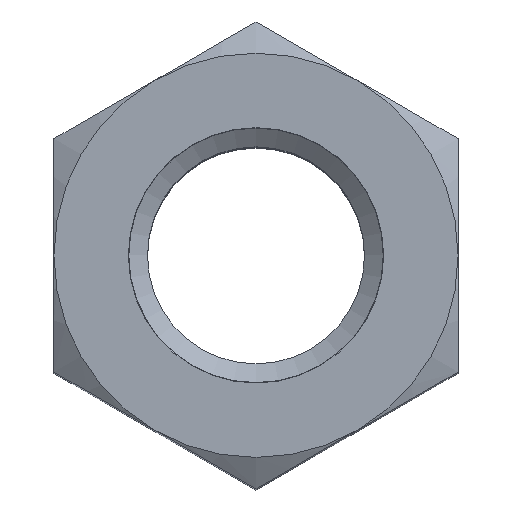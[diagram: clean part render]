
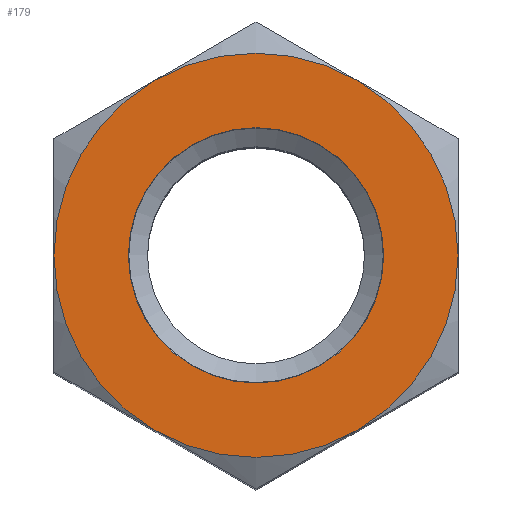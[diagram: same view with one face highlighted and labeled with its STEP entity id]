
A CAD part, top view. The second image highlights one B-rep face of the part: STEP entity #179.
In plain terms, the highlighted planar face has unit normal (0, 0, 1).
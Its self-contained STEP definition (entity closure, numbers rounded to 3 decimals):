
#11 = VERTEX_POINT ( 'NONE', #1778 ) ;
#47 = VERTEX_POINT ( 'NONE', #1222 ) ;
#71 = CIRCLE ( 'NONE', #1135, 9.5 ) ;
#93 = FACE_BOUND ( 'NONE', #106, .T. ) ;
#106 = EDGE_LOOP ( 'NONE', ( #592 ) ) ;
#115 = CARTESIAN_POINT ( 'NONE',  ( 4.75, 8.227, 0. ) ) ;
#124 = DIRECTION ( 'NONE',  ( 1., 0., 0. ) ) ;
#171 = DIRECTION ( 'NONE',  ( 0., 0., -1. ) ) ;
#179 = ADVANCED_FACE ( 'NONE', ( #182, #93 ), #536, .F. ) ;
#182 = FACE_OUTER_BOUND ( 'NONE', #1712, .T. ) ;
#255 = CARTESIAN_POINT ( 'NONE',  ( 0., 0., 0. ) ) ;
#260 = CIRCLE ( 'NONE', #691, 9.5 ) ;
#313 = VERTEX_POINT ( 'NONE', #115 ) ;
#335 = CARTESIAN_POINT ( 'NONE',  ( 0., 0., 0. ) ) ;
#344 = VERTEX_POINT ( 'NONE', #371 ) ;
#354 = AXIS2_PLACEMENT_3D ( 'NONE', #590, #522, #516 ) ;
#369 = CARTESIAN_POINT ( 'NONE',  ( -4.75, -8.227, 0. ) ) ;
#371 = CARTESIAN_POINT ( 'NONE',  ( -9.5, 0., 0. ) ) ;
#395 = AXIS2_PLACEMENT_3D ( 'NONE', #335, #2009, #772 ) ;
#516 = DIRECTION ( 'NONE',  ( -1., 0., 0. ) ) ;
#522 = DIRECTION ( 'NONE',  ( 0., 0., -1. ) ) ;
#536 = PLANE ( 'NONE',  #354 ) ;
#561 = DIRECTION ( 'NONE',  ( 0., 0., -1. ) ) ;
#590 = CARTESIAN_POINT ( 'NONE',  ( 0., 10.97, 0. ) ) ;
#592 = ORIENTED_EDGE ( 'NONE', *, *, #1546, .F. ) ;
#633 = AXIS2_PLACEMENT_3D ( 'NONE', #1199, #1944, #124 ) ;
#681 = DIRECTION ( 'NONE',  ( -1., 0., 0. ) ) ;
#688 = DIRECTION ( 'NONE',  ( 0., 0., -1. ) ) ;
#691 = AXIS2_PLACEMENT_3D ( 'NONE', #1645, #171, #814 ) ;
#695 = CARTESIAN_POINT ( 'NONE',  ( 0., 0., 0. ) ) ;
#729 = EDGE_CURVE ( 'NONE', #870, #313, #1515, .T. ) ;
#732 = ORIENTED_EDGE ( 'NONE', *, *, #1418, .F. ) ;
#772 = DIRECTION ( 'NONE',  ( -1., 0., 0. ) ) ;
#808 = ORIENTED_EDGE ( 'NONE', *, *, #1437, .F. ) ;
#814 = DIRECTION ( 'NONE',  ( -1., 0., 0. ) ) ;
#866 = CIRCLE ( 'NONE', #1394, 9.5 ) ;
#870 = VERTEX_POINT ( 'NONE', #1063 ) ;
#1063 = CARTESIAN_POINT ( 'NONE',  ( -4.75, 8.227, 0. ) ) ;
#1115 = AXIS2_PLACEMENT_3D ( 'NONE', #695, #688, #681 ) ;
#1135 = AXIS2_PLACEMENT_3D ( 'NONE', #1735, #1725, #1234 ) ;
#1199 = CARTESIAN_POINT ( 'NONE',  ( 0., 0., 0. ) ) ;
#1222 = CARTESIAN_POINT ( 'NONE',  ( 9.5, 0., 0. ) ) ;
#1234 = DIRECTION ( 'NONE',  ( -1., 0., 0. ) ) ;
#1266 = CARTESIAN_POINT ( 'NONE',  ( 0., 0., 0. ) ) ;
#1280 = VERTEX_POINT ( 'NONE', #1852 ) ;
#1377 = CIRCLE ( 'NONE', #633, 6. ) ;
#1394 = AXIS2_PLACEMENT_3D ( 'NONE', #255, #1710, #1512 ) ;
#1418 = EDGE_CURVE ( 'NONE', #344, #870, #1918, .T. ) ;
#1437 = EDGE_CURVE ( 'NONE', #1503, #344, #1674, .T. ) ;
#1471 = EDGE_CURVE ( 'NONE', #1280, #1503, #71, .T. ) ;
#1485 = EDGE_CURVE ( 'NONE', #47, #1280, #260, .T. ) ;
#1503 = VERTEX_POINT ( 'NONE', #369 ) ;
#1506 = EDGE_CURVE ( 'NONE', #47, #313, #866, .T. ) ;
#1512 = DIRECTION ( 'NONE',  ( 1., 0., 0. ) ) ;
#1515 = CIRCLE ( 'NONE', #1115, 9.5 ) ;
#1546 = EDGE_CURVE ( 'NONE', #11, #11, #1377, .T. ) ;
#1584 = AXIS2_PLACEMENT_3D ( 'NONE', #1266, #561, #1861 ) ;
#1645 = CARTESIAN_POINT ( 'NONE',  ( 0., 0., 0. ) ) ;
#1652 = ORIENTED_EDGE ( 'NONE', *, *, #1471, .F. ) ;
#1674 = CIRCLE ( 'NONE', #1584, 9.5 ) ;
#1710 = DIRECTION ( 'NONE',  ( 0., 0., 1. ) ) ;
#1712 = EDGE_LOOP ( 'NONE', ( #732, #808, #1652, #1718, #1808, #1921 ) ) ;
#1718 = ORIENTED_EDGE ( 'NONE', *, *, #1485, .F. ) ;
#1725 = DIRECTION ( 'NONE',  ( 0., 0., -1. ) ) ;
#1735 = CARTESIAN_POINT ( 'NONE',  ( 0., 0., 0. ) ) ;
#1778 = CARTESIAN_POINT ( 'NONE',  ( 6., 0., 0. ) ) ;
#1808 = ORIENTED_EDGE ( 'NONE', *, *, #1506, .T. ) ;
#1852 = CARTESIAN_POINT ( 'NONE',  ( 4.75, -8.227, 0. ) ) ;
#1861 = DIRECTION ( 'NONE',  ( -1., 0., 0. ) ) ;
#1918 = CIRCLE ( 'NONE', #395, 9.5 ) ;
#1921 = ORIENTED_EDGE ( 'NONE', *, *, #729, .F. ) ;
#1944 = DIRECTION ( 'NONE',  ( 0., 0., 1. ) ) ;
#2009 = DIRECTION ( 'NONE',  ( 0., 0., -1. ) ) ;
